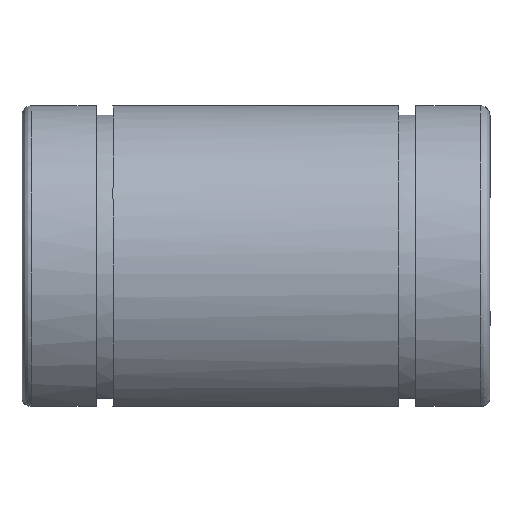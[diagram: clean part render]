
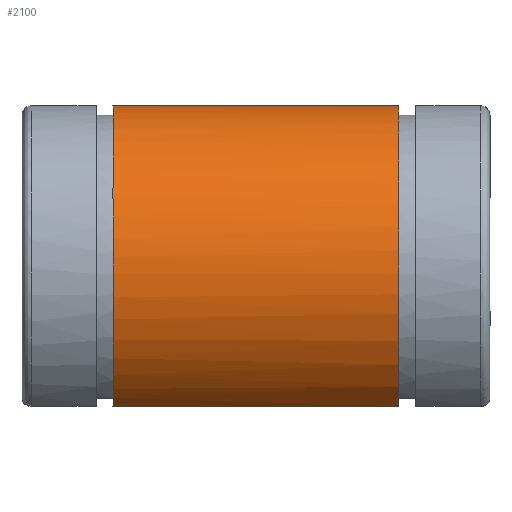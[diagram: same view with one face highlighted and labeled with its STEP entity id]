
A CAD part, top view. The second image highlights one B-rep face of the part: STEP entity #2100.
In plain terms, the highlighted free-form (B-spline) face has degree [3, 1] with [7, 2] control points.
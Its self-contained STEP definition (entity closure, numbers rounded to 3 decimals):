
#930 = CARTESIAN_POINT ('', (29., 0., 13.));
#940 = VERTEX_POINT ('', #930);
#950 = CARTESIAN_POINT ('', (29., 0., -13.));
#960 = VERTEX_POINT ('', #950);
#970 = CARTESIAN_POINT ('', (29., 0., 13.));
#980 = CARTESIAN_POINT ('', (29., 8.199, 13.));
#990 = CARTESIAN_POINT ('', (29., 13., 7.012));
#1000 = CARTESIAN_POINT ('', (29., 13., 0.));
#1010 = CARTESIAN_POINT ('', (29., 13., -7.012));
#1020 = CARTESIAN_POINT ('', (29., 8.199, -13.));
#1030 = CARTESIAN_POINT ('', (29., 0., -13.));
#1040 = (
   BOUNDED_CURVE ()
   B_SPLINE_CURVE (3, (#970, #980, #990, #1000, #1010, #1020, #1030), .UNSPECIFIED., .F., .U.)
   B_SPLINE_CURVE_WITH_KNOTS ((4, 3, 4), (0., 0.5, 1.), .UNSPECIFIED.)
   CURVE ()
   GEOMETRIC_REPRESENTATION_ITEM ()
   RATIONAL_B_SPLINE_CURVE ((0.686, 0.619, 0.724, 1., 0.724, 0.619, 0.686))
   REPRESENTATION_ITEM ('')
);
#1050 = EDGE_CURVE ('', #940, #960, #1040, .T.);
#1070 = CARTESIAN_POINT ('', (29., -10.131, 8.147));
#1080 = VERTEX_POINT ('', #1070);
#1090 = CARTESIAN_POINT ('', (29., -10.131, 8.147));
#1100 = CARTESIAN_POINT ('', (29., -7.793, 11.054));
#1110 = CARTESIAN_POINT ('', (29., -4.268, 13.));
#1120 = CARTESIAN_POINT ('', (29., 0., 13.));
#1130 = (
   BOUNDED_CURVE ()
   B_SPLINE_CURVE (3, (#1090, #1100, #1110, #1120), .UNSPECIFIED., .F., .U.)
   B_SPLINE_CURVE_WITH_KNOTS ((4, 4), (0., 1.), .UNSPECIFIED.)
   CURVE ()
   GEOMETRIC_REPRESENTATION_ITEM ()
   RATIONAL_B_SPLINE_CURVE ((1., 0.831, 0.726, 0.686))
   REPRESENTATION_ITEM ('')
);
#1140 = EDGE_CURVE ('', #1080, #940, #1130, .T.);
#1240 = CARTESIAN_POINT ('', (29., -10.131, -8.147));
#1250 = VERTEX_POINT ('', #1240);
#1330 = CARTESIAN_POINT ('', (29., 0., -13.));
#1340 = CARTESIAN_POINT ('', (29., -4.268, -13.));
#1350 = CARTESIAN_POINT ('', (29., -7.793, -11.054));
#1360 = CARTESIAN_POINT ('', (29., -10.131, -8.147));
#1370 = (
   BOUNDED_CURVE ()
   B_SPLINE_CURVE (3, (#1330, #1340, #1350, #1360), .UNSPECIFIED., .F., .U.)
   B_SPLINE_CURVE_WITH_KNOTS ((4, 4), (0., 1.), .UNSPECIFIED.)
   CURVE ()
   GEOMETRIC_REPRESENTATION_ITEM ()
   RATIONAL_B_SPLINE_CURVE ((0.686, 0.726, 0.831, 1.))
   REPRESENTATION_ITEM ('')
);
#1380 = EDGE_CURVE ('', #960, #1250, #1370, .T.);
#1480 = CARTESIAN_POINT ('', (7., -10.131, 8.147));
#1490 = VERTEX_POINT ('', #1480);
#1500 = CARTESIAN_POINT ('', (29., -10.131, 8.147));
#1510 = CARTESIAN_POINT ('', (7., -10.131, 8.147));
#1520 = B_SPLINE_CURVE_WITH_KNOTS ('', 1, (#1500, #1510), .UNSPECIFIED., .F., .U., (2, 2), (0., 1.), .UNSPECIFIED.);
#1530 = EDGE_CURVE ('', #1080, #1490, #1520, .T.);
#1540 = ORIENTED_EDGE ('', *, *, #1530, .F.);
#1550 = ORIENTED_EDGE ('', *, *, #1140, .T.);
#1560 = ORIENTED_EDGE ('', *, *, #1050, .T.);
#1570 = ORIENTED_EDGE ('', *, *, #1380, .T.);
#1580 = CARTESIAN_POINT ('', (7., -10.131, -8.147));
#1590 = VERTEX_POINT ('', #1580);
#1600 = CARTESIAN_POINT ('', (29., -10.131, -8.147));
#1610 = CARTESIAN_POINT ('', (7., -10.131, -8.147));
#1620 = B_SPLINE_CURVE_WITH_KNOTS ('', 1, (#1600, #1610), .UNSPECIFIED., .F., .U., (2, 2), (0., 1.), .UNSPECIFIED.);
#1630 = EDGE_CURVE ('', #1250, #1590, #1620, .T.);
#1640 = ORIENTED_EDGE ('', *, *, #1630, .T.);
#1650 = CARTESIAN_POINT ('', (7., 0., -13.));
#1660 = VERTEX_POINT ('', #1650);
#1670 = CARTESIAN_POINT ('', (7., -10.131, -8.147));
#1680 = CARTESIAN_POINT ('', (7., -7.793, -11.054));
#1690 = CARTESIAN_POINT ('', (7., -4.268, -13.));
#1700 = CARTESIAN_POINT ('', (7., 0., -13.));
#1710 = (
   BOUNDED_CURVE ()
   B_SPLINE_CURVE (3, (#1670, #1680, #1690, #1700), .UNSPECIFIED., .F., .U.)
   B_SPLINE_CURVE_WITH_KNOTS ((4, 4), (0., 1.), .UNSPECIFIED.)
   CURVE ()
   GEOMETRIC_REPRESENTATION_ITEM ()
   RATIONAL_B_SPLINE_CURVE ((1., 0.831, 0.726, 0.686))
   REPRESENTATION_ITEM ('')
);
#1720 = EDGE_CURVE ('', #1590, #1660, #1710, .T.);
#1730 = ORIENTED_EDGE ('', *, *, #1720, .T.);
#1740 = CARTESIAN_POINT ('', (7., 0., 13.));
#1750 = VERTEX_POINT ('', #1740);
#1760 = CARTESIAN_POINT ('', (7., 0., -13.));
#1770 = CARTESIAN_POINT ('', (7., 8.199, -13.));
#1780 = CARTESIAN_POINT ('', (7., 13., -7.012));
#1790 = CARTESIAN_POINT ('', (7., 13., 0.));
#1800 = CARTESIAN_POINT ('', (7., 13., 7.012));
#1810 = CARTESIAN_POINT ('', (7., 8.199, 13.));
#1820 = CARTESIAN_POINT ('', (7., 0., 13.));
#1830 = (
   BOUNDED_CURVE ()
   B_SPLINE_CURVE (3, (#1760, #1770, #1780, #1790, #1800, #1810, #1820), .UNSPECIFIED., .F., .U.)
   B_SPLINE_CURVE_WITH_KNOTS ((4, 3, 4), (0., 0.5, 1.), .UNSPECIFIED.)
   CURVE ()
   GEOMETRIC_REPRESENTATION_ITEM ()
   RATIONAL_B_SPLINE_CURVE ((0.686, 0.619, 0.724, 1., 0.724, 0.619, 0.686))
   REPRESENTATION_ITEM ('')
);
#1840 = EDGE_CURVE ('', #1660, #1750, #1830, .T.);
#1850 = ORIENTED_EDGE ('', *, *, #1840, .T.);
#1860 = CARTESIAN_POINT ('', (7., 0., 13.));
#1870 = CARTESIAN_POINT ('', (7., -4.268, 13.));
#1880 = CARTESIAN_POINT ('', (7., -7.793, 11.054));
#1890 = CARTESIAN_POINT ('', (7., -10.131, 8.147));
#1900 = (
   BOUNDED_CURVE ()
   B_SPLINE_CURVE (3, (#1860, #1870, #1880, #1890), .UNSPECIFIED., .F., .U.)
   B_SPLINE_CURVE_WITH_KNOTS ((4, 4), (0., 1.), .UNSPECIFIED.)
   CURVE ()
   GEOMETRIC_REPRESENTATION_ITEM ()
   RATIONAL_B_SPLINE_CURVE ((0.686, 0.726, 0.831, 1.))
   REPRESENTATION_ITEM ('')
);
#1910 = EDGE_CURVE ('', #1750, #1490, #1900, .T.);
#1920 = ORIENTED_EDGE ('', *, *, #1910, .T.);
#1930 = EDGE_LOOP ('', (#1540, #1550, #1560, #1570, #1640, #1730, #1850, #1920));
#1940 = FACE_OUTER_BOUND ('', #1930, .T.);
#1950 = CARTESIAN_POINT ('', (4.8, -10.131, -8.147));
#1960 = CARTESIAN_POINT ('', (31.2, -10.131, -8.147));
#1970 = CARTESIAN_POINT ('', (4.8, -0.897, -19.629));
#1980 = CARTESIAN_POINT ('', (31.2, -0.897, -19.629));
#1990 = CARTESIAN_POINT ('', (4.8, 13., -14.734));
#2000 = CARTESIAN_POINT ('', (31.2, 13., -14.734));
#2010 = CARTESIAN_POINT ('', (4.8, 13., 0.));
#2020 = CARTESIAN_POINT ('', (31.2, 13., 0.));
#2030 = CARTESIAN_POINT ('', (4.8, 13., 14.734));
#2040 = CARTESIAN_POINT ('', (31.2, 13., 14.734));
#2050 = CARTESIAN_POINT ('', (4.8, -0.897, 19.629));
#2060 = CARTESIAN_POINT ('', (31.2, -0.897, 19.629));
#2070 = CARTESIAN_POINT ('', (4.8, -10.131, 8.147));
#2080 = CARTESIAN_POINT ('', (31.2, -10.131, 8.147));
#2090 = (
   BOUNDED_SURFACE ()
   B_SPLINE_SURFACE (3, 1, ((#1950, #1960), (#1970, #1980), (#1990, #2000), (#2010, #2020), (#2030, #2040), (#2050, #2060), (#2070, #2080)), .UNSPECIFIED., .F., .F., .U.)
   B_SPLINE_SURFACE_WITH_KNOTS ((4, 3, 4), (2, 2), (0., 0.5, 1.), (0., 1.), .UNSPECIFIED.)
   SURFACE ()
   GEOMETRIC_REPRESENTATION_ITEM ()
   RATIONAL_B_SPLINE_SURFACE (((1., 1.), (0.555, 0.555), (0.555, 0.555), (1., 1.), (0.555, 0.555), (0.555, 0.555), (1., 1.)))
   REPRESENTATION_ITEM ('')
);
#2100 = ADVANCED_FACE ('', (#1940), #2090, .T.);
